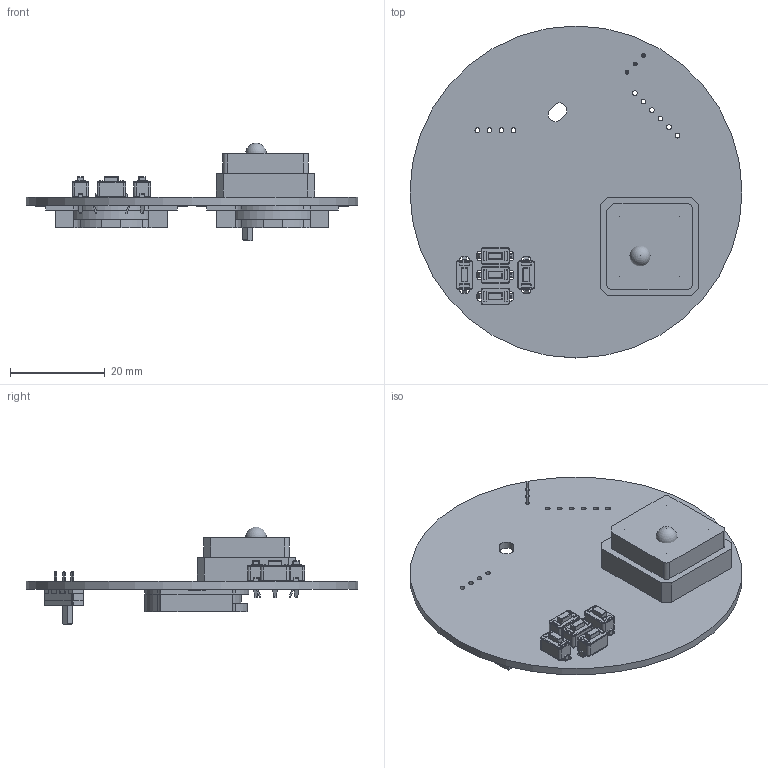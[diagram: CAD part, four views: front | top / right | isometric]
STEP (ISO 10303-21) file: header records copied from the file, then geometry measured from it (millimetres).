
FILE_DESCRIPTION(('KiCad electronic assembly'),'2;1');
FILE_NAME('main.step','2024-05-19T11:23:17',('Pcbnew'),('Kicad'), 'Open CASCADE STEP processor 7.7','KiCad to STEP converter','Unknown' );
FILE_SCHEMA(('AUTOMOTIVE_DESIGN { 1 0 10303 214 1 1 1 1 }'));
Length unit declared in the file: millimetre
Products named in the file (10): main 1; TVBP06-B043CW-B; TJ3B_Core（タクトスイッチ小_白） v0; GPS-54D-014; GPSモジュール v1; BHSD-2032-SM; C2032 & its-cover v1; SS12D01G4; TJ3B_Core（電源スイッチ） v1; main_PCB
Assembly tree (14 placements, depth 3):
  main 1
    TVBP06-B043CW-B  x5
      TJ3B_Core（タクトスイッチ小_白） v0
    GPS-54D-014
      GPSモジュール v1
    BHSD-2032-SM  x2
      C2032 & its-cover v1
    SS12D01G4
      TJ3B_Core（電源スイッチ） v1
    main_PCB
Bounding box: 70 x 70 x 20.6 mm (x, y, z)
Volume: 13231.9 mm3; surface area: 16268.6 mm2
Topology: 55 solids, 55 shells, 1050 faces, 2563 edges, 1626 vertices
Faces by surface type: plane 585, cylinder 380, sphere 65, torus 20
Full cylindrical faces by diameter (mm): 0.8 x11, 1 x10, 4.4 x1, 4.6 x1, 18.8 x2, 70 x1
Entity records: 13758 total; most frequent: DIRECTION 2353, CARTESIAN_POINT 2277, ORIENTED_EDGE 2210, EDGE_CURVE 1105, AXIS2_PLACEMENT_3D 790, LINE 773, VECTOR 773, VERTEX_POINT 714
